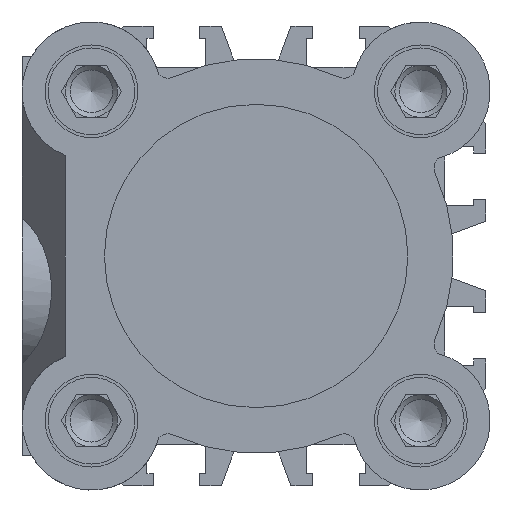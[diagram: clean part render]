
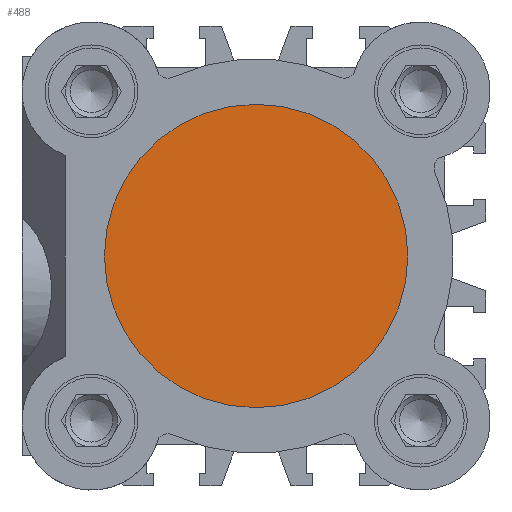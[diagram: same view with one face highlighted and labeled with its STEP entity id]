
A CAD part, left-side view. The second image highlights one B-rep face of the part: STEP entity #488.
In plain terms, the highlighted face is planar.
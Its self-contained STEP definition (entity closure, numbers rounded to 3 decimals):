
#488 = ADVANCED_FACE( '', ( #1253 ), #1254, .F. );
#1253 = FACE_OUTER_BOUND( '', #2413, .T. );
#1254 = PLANE( '', #2414 );
#2413 = EDGE_LOOP( '', ( #3730 ) );
#2414 = AXIS2_PLACEMENT_3D( '', #3731, #3732, #3733 );
#3730 = ORIENTED_EDGE( '', *, *, #6648, .T. );
#3731 = CARTESIAN_POINT( '', ( 4., 17.5, 0. ) );
#3732 = DIRECTION( '', ( -1., 0., 0. ) );
#3733 = DIRECTION( '', ( 0., 0., 1. ) );
#6648 = EDGE_CURVE( '', #7942, #7942, #7943, .T. );
#7942 = VERTEX_POINT( '', #9748 );
#7943 = CIRCLE( '', #9749, 17.5 );
#9748 = CARTESIAN_POINT( '', ( 4., 0., -17.5 ) );
#9749 = AXIS2_PLACEMENT_3D( '', #11717, #11718, #11719 );
#11717 = CARTESIAN_POINT( '', ( 4., 0., 0. ) );
#11718 = DIRECTION( '', ( 1., 0., 0. ) );
#11719 = DIRECTION( '', ( 0., 0., -1. ) );
